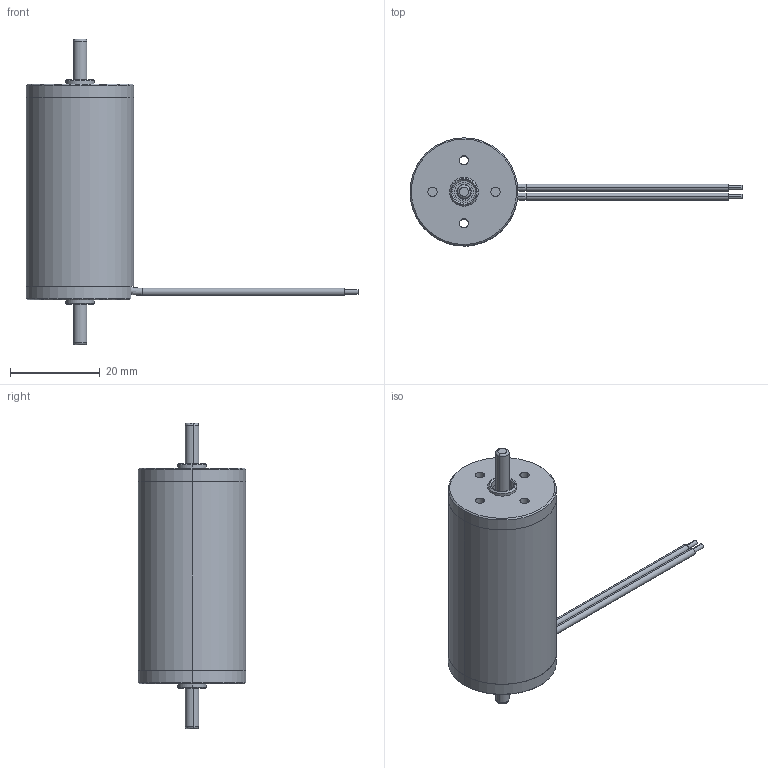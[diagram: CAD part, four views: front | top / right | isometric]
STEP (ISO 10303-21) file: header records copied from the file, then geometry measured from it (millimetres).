
FILE_DESCRIPTION (( 'STEP AP214' ), '1' );
FILE_NAME ('BD2448.STEP', '2025-12-01T03:45:45', ( 'Windows 蚚誧' ), ( 'Organization' ), 'SwSTEP 2.0', 'SolidWorks 2024', '' );
FILE_SCHEMA (( 'AUTOMOTIVE_DESIGN' ));
Length unit declared in the file: millimetre
Products named in the file (1): BD2448
Bounding box: 73.8 x 24 x 68 mm (x, y, z)
Volume: 7225.3 mm3; surface area: 11396.2 mm2
Topology: 8 solids, 8 shells, 214 faces, 475 edges, 299 vertices
Faces by surface type: cylinder 102, plane 44, cone 38, torus 26, bspline 4
Entity records: 6725 total; most frequent: CARTESIAN_POINT 1605, DIRECTION 1193, ORIENTED_EDGE 950, AXIS2_PLACEMENT_3D 519, EDGE_CURVE 475, CIRCLE 308, VERTEX_POINT 299, EDGE_LOOP 258
